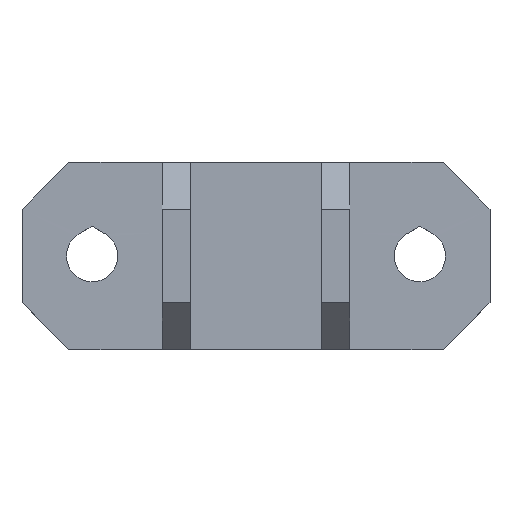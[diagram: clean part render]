
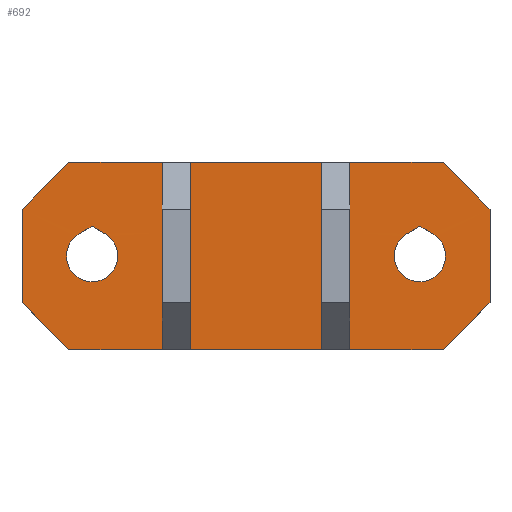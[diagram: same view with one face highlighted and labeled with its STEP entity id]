
A CAD part, top view. The second image highlights one B-rep face of the part: STEP entity #692.
In plain terms, the highlighted planar face has unit normal (0, 0, 1).
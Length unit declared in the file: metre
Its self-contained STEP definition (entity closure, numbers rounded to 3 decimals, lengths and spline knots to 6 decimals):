
#13=PLANE('',#740);
#42=CIRCLE('',#736,0.00275);
#45=CIRCLE('',#741,0.00275);
#64=ORIENTED_EDGE('',*,*,#267,.F.);
#65=ORIENTED_EDGE('',*,*,#251,.T.);
#66=ORIENTED_EDGE('',*,*,#268,.T.);
#67=ORIENTED_EDGE('',*,*,#269,.F.);
#68=ORIENTED_EDGE('',*,*,#270,.F.);
#69=ORIENTED_EDGE('',*,*,#271,.T.);
#70=ORIENTED_EDGE('',*,*,#272,.T.);
#71=ORIENTED_EDGE('',*,*,#273,.T.);
#72=ORIENTED_EDGE('',*,*,#274,.T.);
#73=ORIENTED_EDGE('',*,*,#275,.F.);
#74=ORIENTED_EDGE('',*,*,#276,.F.);
#75=ORIENTED_EDGE('',*,*,#277,.T.);
#76=ORIENTED_EDGE('',*,*,#278,.T.);
#77=ORIENTED_EDGE('',*,*,#279,.T.);
#78=ORIENTED_EDGE('',*,*,#280,.F.);
#79=ORIENTED_EDGE('',*,*,#281,.T.);
#80=ORIENTED_EDGE('',*,*,#282,.F.);
#81=ORIENTED_EDGE('',*,*,#283,.T.);
#82=ORIENTED_EDGE('',*,*,#284,.T.);
#83=ORIENTED_EDGE('',*,*,#285,.F.);
#84=ORIENTED_EDGE('',*,*,#286,.F.);
#85=ORIENTED_EDGE('',*,*,#287,.T.);
#86=ORIENTED_EDGE('',*,*,#288,.F.);
#87=ORIENTED_EDGE('',*,*,#289,.F.);
#88=ORIENTED_EDGE('',*,*,#290,.F.);
#89=ORIENTED_EDGE('',*,*,#291,.T.);
#90=ORIENTED_EDGE('',*,*,#292,.T.);
#91=ORIENTED_EDGE('',*,*,#293,.T.);
#92=ORIENTED_EDGE('',*,*,#294,.T.);
#93=ORIENTED_EDGE('',*,*,#295,.F.);
#251=EDGE_CURVE('',#354,#352,#42,.T.);
#267=EDGE_CURVE('',#354,#368,#434,.T.);
#268=EDGE_CURVE('',#352,#368,#435,.T.);
#269=EDGE_CURVE('',#369,#370,#436,.T.);
#270=EDGE_CURVE('',#371,#369,#45,.T.);
#271=EDGE_CURVE('',#371,#370,#437,.T.);
#272=EDGE_CURVE('',#372,#373,#438,.T.);
#273=EDGE_CURVE('',#373,#374,#439,.T.);
#274=EDGE_CURVE('',#374,#375,#440,.T.);
#275=EDGE_CURVE('',#376,#375,#441,.T.);
#276=EDGE_CURVE('',#377,#376,#442,.T.);
#277=EDGE_CURVE('',#377,#378,#443,.T.);
#278=EDGE_CURVE('',#378,#379,#444,.T.);
#279=EDGE_CURVE('',#379,#380,#445,.T.);
#280=EDGE_CURVE('',#381,#380,#446,.T.);
#281=EDGE_CURVE('',#381,#382,#447,.F.);
#282=EDGE_CURVE('',#383,#382,#448,.T.);
#283=EDGE_CURVE('',#383,#384,#449,.T.);
#284=EDGE_CURVE('',#384,#385,#450,.T.);
#285=EDGE_CURVE('',#386,#385,#451,.T.);
#286=EDGE_CURVE('',#387,#386,#452,.T.);
#287=EDGE_CURVE('',#387,#388,#453,.T.);
#288=EDGE_CURVE('',#389,#388,#454,.T.);
#289=EDGE_CURVE('',#390,#389,#455,.T.);
#290=EDGE_CURVE('',#391,#390,#456,.T.);
#291=EDGE_CURVE('',#391,#392,#457,.T.);
#292=EDGE_CURVE('',#392,#393,#458,.T.);
#293=EDGE_CURVE('',#393,#394,#459,.F.);
#294=EDGE_CURVE('',#394,#395,#460,.T.);
#295=EDGE_CURVE('',#372,#395,#461,.T.);
#352=VERTEX_POINT('',#946);
#354=VERTEX_POINT('',#949);
#368=VERTEX_POINT('',#981);
#369=VERTEX_POINT('',#984);
#370=VERTEX_POINT('',#985);
#371=VERTEX_POINT('',#987);
#372=VERTEX_POINT('',#990);
#373=VERTEX_POINT('',#991);
#374=VERTEX_POINT('',#993);
#375=VERTEX_POINT('',#995);
#376=VERTEX_POINT('',#997);
#377=VERTEX_POINT('',#999);
#378=VERTEX_POINT('',#1001);
#379=VERTEX_POINT('',#1003);
#380=VERTEX_POINT('',#1005);
#381=VERTEX_POINT('',#1007);
#382=VERTEX_POINT('',#1009);
#383=VERTEX_POINT('',#1011);
#384=VERTEX_POINT('',#1013);
#385=VERTEX_POINT('',#1015);
#386=VERTEX_POINT('',#1017);
#387=VERTEX_POINT('',#1019);
#388=VERTEX_POINT('',#1021);
#389=VERTEX_POINT('',#1023);
#390=VERTEX_POINT('',#1025);
#391=VERTEX_POINT('',#1027);
#392=VERTEX_POINT('',#1029);
#393=VERTEX_POINT('',#1031);
#394=VERTEX_POINT('',#1033);
#395=VERTEX_POINT('',#1035);
#434=LINE('',#980,#532);
#435=LINE('',#982,#533);
#436=LINE('',#983,#534);
#437=LINE('',#988,#535);
#438=LINE('',#989,#536);
#439=LINE('',#992,#537);
#440=LINE('',#994,#538);
#441=LINE('',#996,#539);
#442=LINE('',#998,#540);
#443=LINE('',#1000,#541);
#444=LINE('',#1002,#542);
#445=LINE('',#1004,#543);
#446=LINE('',#1006,#544);
#447=LINE('',#1008,#545);
#448=LINE('',#1010,#546);
#449=LINE('',#1012,#547);
#450=LINE('',#1014,#548);
#451=LINE('',#1016,#549);
#452=LINE('',#1018,#550);
#453=LINE('',#1020,#551);
#454=LINE('',#1022,#552);
#455=LINE('',#1024,#553);
#456=LINE('',#1026,#554);
#457=LINE('',#1028,#555);
#458=LINE('',#1030,#556);
#459=LINE('',#1032,#557);
#460=LINE('',#1034,#558);
#461=LINE('',#1036,#559);
#532=VECTOR('',#799,1.);
#533=VECTOR('',#800,1.);
#534=VECTOR('',#801,1.);
#535=VECTOR('',#804,1.);
#536=VECTOR('',#805,1.);
#537=VECTOR('',#806,1.);
#538=VECTOR('',#807,1.);
#539=VECTOR('',#808,1.);
#540=VECTOR('',#809,1.);
#541=VECTOR('',#810,1.);
#542=VECTOR('',#811,1.);
#543=VECTOR('',#812,1.);
#544=VECTOR('',#813,1.);
#545=VECTOR('',#814,1.);
#546=VECTOR('',#815,1.);
#547=VECTOR('',#816,1.);
#548=VECTOR('',#817,1.);
#549=VECTOR('',#818,1.);
#550=VECTOR('',#819,1.);
#551=VECTOR('',#820,1.);
#552=VECTOR('',#821,1.);
#553=VECTOR('',#822,1.);
#554=VECTOR('',#823,1.);
#555=VECTOR('',#824,1.);
#556=VECTOR('',#825,1.);
#557=VECTOR('',#826,1.);
#558=VECTOR('',#827,1.);
#559=VECTOR('',#828,1.);
#620=EDGE_LOOP('',(#64,#65,#66));
#621=EDGE_LOOP('',(#67,#68,#69));
#622=EDGE_LOOP('',(#70,#71,#72,#73,#74,#75,#76,#77,#78,#79,#80,#81,#82,
#83,#84,#85,#86,#87,#88,#89,#90,#91,#92,#93));
#656=FACE_BOUND('',#620,.T.);
#657=FACE_BOUND('',#621,.T.);
#658=FACE_BOUND('',#622,.T.);
#692=ADVANCED_FACE('',(#656,#657,#658),#13,.T.);
#736=AXIS2_PLACEMENT_3D('',#948,#776,#777);
#740=AXIS2_PLACEMENT_3D('',#979,#797,#798);
#741=AXIS2_PLACEMENT_3D('',#986,#802,#803);
#776=DIRECTION('',(0.,0.,-1.));
#777=DIRECTION('',(1.,0.,0.));
#797=DIRECTION('',(0.,0.,1.));
#798=DIRECTION('',(1.,0.,0.));
#799=DIRECTION('',(-0.866,0.5,0.));
#800=DIRECTION('',(0.866,0.5,0.));
#801=DIRECTION('',(-0.866,0.5,0.));
#802=DIRECTION('',(0.,0.,1.));
#803=DIRECTION('',(1.,0.,0.));
#804=DIRECTION('',(0.866,0.5,0.));
#805=DIRECTION('',(1.,0.,0.));
#806=DIRECTION('',(0.,-1.,0.));
#807=DIRECTION('',(1.,0.,0.));
#808=DIRECTION('',(0.,-1.,0.));
#809=DIRECTION('',(-1.,0.,0.));
#810=DIRECTION('',(0.,-1.,0.));
#811=DIRECTION('',(1.,0.,0.));
#812=DIRECTION('',(0.707,0.707,0.));
#813=DIRECTION('',(0.,-1.,0.));
#814=DIRECTION('',(0.707,-0.707,0.));
#815=DIRECTION('',(1.,0.,0.));
#816=DIRECTION('',(0.,-1.,0.));
#817=DIRECTION('',(-1.,0.,0.));
#818=DIRECTION('',(0.,-1.,0.));
#819=DIRECTION('',(1.,0.,0.));
#820=DIRECTION('',(0.,-1.,0.));
#821=DIRECTION('',(1.,0.,0.));
#822=DIRECTION('',(0.,-1.,0.));
#823=DIRECTION('',(1.,0.,0.));
#824=DIRECTION('',(-0.707,-0.707,0.));
#825=DIRECTION('',(0.,-1.,0.));
#826=DIRECTION('',(-0.707,0.707,0.));
#827=DIRECTION('',(1.,0.,0.));
#828=DIRECTION('',(0.,-1.,0.));
#946=CARTESIAN_POINT('',(0.016124,0.002381,0.004999));
#948=CARTESIAN_POINT('',(0.0175,0.,0.005));
#949=CARTESIAN_POINT('',(0.018875,0.002382,0.004999));
#979=CARTESIAN_POINT('',(0.,0.,0.005));
#980=CARTESIAN_POINT('',(0.018875,0.002382,0.005));
#981=CARTESIAN_POINT('',(0.0175,0.003175,0.005));
#982=CARTESIAN_POINT('',(0.016125,0.002382,0.005));
#983=CARTESIAN_POINT('',(-0.016125,0.002382,0.005));
#984=CARTESIAN_POINT('',(-0.016125,0.002382,0.004999));
#985=CARTESIAN_POINT('',(-0.0175,0.003175,0.005));
#986=CARTESIAN_POINT('',(-0.0175,0.,0.005));
#987=CARTESIAN_POINT('',(-0.018876,0.002381,0.004999));
#988=CARTESIAN_POINT('',(-0.018875,0.002382,0.005));
#989=CARTESIAN_POINT('',(-0.0085,-0.0025,0.005));
#990=CARTESIAN_POINT('',(-0.01,-0.0025,0.005));
#991=CARTESIAN_POINT('',(-0.007,-0.0025,0.005));
#992=CARTESIAN_POINT('',(-0.007,-0.00625,0.005));
#993=CARTESIAN_POINT('',(-0.007,-0.01,0.005));
#994=CARTESIAN_POINT('',(-0.0175,-0.01,0.005));
#995=CARTESIAN_POINT('',(0.007,-0.01,0.005));
#996=CARTESIAN_POINT('',(0.007,-0.00625,0.005));
#997=CARTESIAN_POINT('',(0.007,-0.0025,0.005));
#998=CARTESIAN_POINT('',(0.0085,-0.0025,0.005));
#999=CARTESIAN_POINT('',(0.01,-0.0025,0.005));
#1000=CARTESIAN_POINT('',(0.01,-0.00625,0.005));
#1001=CARTESIAN_POINT('',(0.01,-0.01,0.005));
#1002=CARTESIAN_POINT('',(-0.0175,-0.01,0.005));
#1003=CARTESIAN_POINT('',(0.02,-0.01,0.005));
#1004=CARTESIAN_POINT('',(0.015,-0.015,0.005));
#1005=CARTESIAN_POINT('',(0.025,-0.005,0.005));
#1006=CARTESIAN_POINT('',(0.025,0.,0.005));
#1007=CARTESIAN_POINT('',(0.025,0.005,0.005));
#1008=CARTESIAN_POINT('',(0.015,0.015,0.005));
#1009=CARTESIAN_POINT('',(0.02,0.01,0.005));
#1010=CARTESIAN_POINT('',(-0.0175,0.01,0.005));
#1011=CARTESIAN_POINT('',(0.01,0.01,0.005));
#1012=CARTESIAN_POINT('',(0.01,0.00625,0.005));
#1013=CARTESIAN_POINT('',(0.01,0.0025,0.005));
#1014=CARTESIAN_POINT('',(0.0085,0.0025,0.005));
#1015=CARTESIAN_POINT('',(0.007,0.0025,0.005));
#1016=CARTESIAN_POINT('',(0.007,0.00625,0.005));
#1017=CARTESIAN_POINT('',(0.007,0.01,0.005));
#1018=CARTESIAN_POINT('',(-0.0175,0.01,0.005));
#1019=CARTESIAN_POINT('',(-0.007,0.01,0.005));
#1020=CARTESIAN_POINT('',(-0.007,0.00625,0.005));
#1021=CARTESIAN_POINT('',(-0.007,0.0025,0.005));
#1022=CARTESIAN_POINT('',(-0.0085,0.0025,0.005));
#1023=CARTESIAN_POINT('',(-0.01,0.0025,0.005));
#1024=CARTESIAN_POINT('',(-0.01,0.00625,0.005));
#1025=CARTESIAN_POINT('',(-0.01,0.01,0.005));
#1026=CARTESIAN_POINT('',(-0.0175,0.01,0.005));
#1027=CARTESIAN_POINT('',(-0.02,0.01,0.005));
#1028=CARTESIAN_POINT('',(-0.015,0.015,0.005));
#1029=CARTESIAN_POINT('',(-0.025,0.005,0.005));
#1030=CARTESIAN_POINT('',(-0.025,0.,0.005));
#1031=CARTESIAN_POINT('',(-0.025,-0.005,0.005));
#1032=CARTESIAN_POINT('',(-0.015,-0.015,0.005));
#1033=CARTESIAN_POINT('',(-0.02,-0.01,0.005));
#1034=CARTESIAN_POINT('',(-0.0175,-0.01,0.005));
#1035=CARTESIAN_POINT('',(-0.01,-0.01,0.005));
#1036=CARTESIAN_POINT('',(-0.01,-0.00625,0.005));
